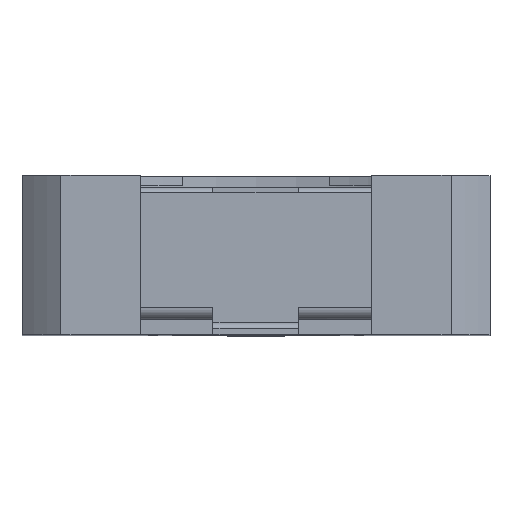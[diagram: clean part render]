
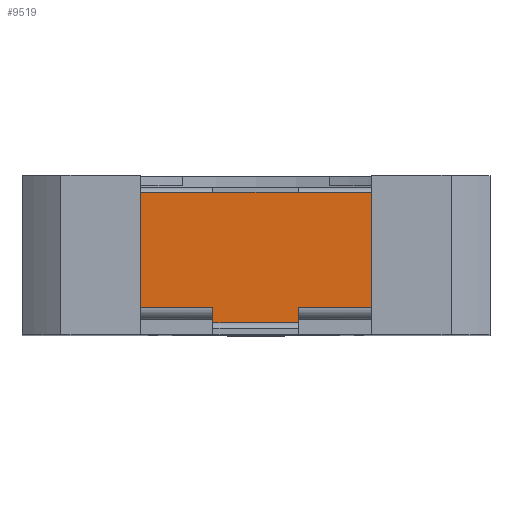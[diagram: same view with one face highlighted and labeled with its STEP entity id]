
A CAD part, top view. The second image highlights one B-rep face of the part: STEP entity #9519.
In plain terms, the highlighted face is planar.
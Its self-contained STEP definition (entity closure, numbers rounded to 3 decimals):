
#8125=DIRECTION('',(0.,0.,1.));
#8126=VECTOR('',#8125,0.4);
#8127=CARTESIAN_POINT('',(1.425,0.2,2.5));
#8128=LINE('',#8127,#8126);
#8132=DIRECTION('',(0.,0.,-1.));
#8133=VECTOR('',#8132,0.1);
#8134=CARTESIAN_POINT('',(1.425,0.2,3.));
#8135=LINE('',#8134,#8133);
#8139=DIRECTION('',(0.,0.,1.));
#8140=VECTOR('',#8139,0.1);
#8141=CARTESIAN_POINT('',(-1.435,0.2,2.9));
#8142=LINE('',#8141,#8140);
#8146=DIRECTION('',(0.,0.,1.));
#8147=VECTOR('',#8146,0.4);
#8148=CARTESIAN_POINT('',(-1.435,0.2,2.5));
#8149=LINE('',#8148,#8147);
#8153=DIRECTION('',(-0.002,0.,1.));
#8154=VECTOR('',#8153,3.85);
#8155=CARTESIAN_POINT('',(-5.5,0.2,-1.35));
#8156=LINE('',#8155,#8154);
#8160=DIRECTION('',(-1.,0.,0.));
#8161=VECTOR('',#8160,11.);
#8162=CARTESIAN_POINT('',(5.5,0.2,-1.35));
#8163=LINE('',#8162,#8161);
#8167=DIRECTION('',(0.,0.,-1.));
#8168=VECTOR('',#8167,3.85);
#8169=CARTESIAN_POINT('',(5.5,0.2,2.5));
#8170=LINE('',#8169,#8168);
#8174=DIRECTION('',(-1.,0.,0.));
#8175=VECTOR('',#8174,4.075);
#8176=CARTESIAN_POINT('',(5.5,0.2,2.5));
#8177=LINE('',#8176,#8175);
#8809=DIRECTION('',(-1.,0.,0.));
#8810=VECTOR('',#8809,4.074);
#8811=CARTESIAN_POINT('',(-1.435,0.2,2.5));
#8812=LINE('',#8811,#8810);
#9284=DIRECTION('',(1.,0.,0.));
#9285=VECTOR('',#9284,2.86);
#9286=CARTESIAN_POINT('',(-1.435,0.2,3.));
#9287=LINE('',#9286,#9285);
#9324=CARTESIAN_POINT('',(5.5,0.2,-1.35));
#9325=CARTESIAN_POINT('',(-5.5,0.2,-1.35));
#9326=VERTEX_POINT('',#9324);
#9327=VERTEX_POINT('',#9325);
#9329=CARTESIAN_POINT('',(-1.435,0.2,2.9));
#9331=VERTEX_POINT('',#9329);
#9354=CARTESIAN_POINT('',(1.425,0.2,3.));
#9355=VERTEX_POINT('',#9354);
#9356=CARTESIAN_POINT('',(-1.435,0.2,3.));
#9357=VERTEX_POINT('',#9356);
#9358=CARTESIAN_POINT('',(1.425,0.2,2.9));
#9359=VERTEX_POINT('',#9358);
#9362=CARTESIAN_POINT('',(-1.435,0.2,2.5));
#9363=VERTEX_POINT('',#9362);
#9364=CARTESIAN_POINT('',(-5.509,0.2,2.5));
#9365=VERTEX_POINT('',#9364);
#9382=CARTESIAN_POINT('',(1.425,0.2,2.5));
#9383=VERTEX_POINT('',#9382);
#9384=CARTESIAN_POINT('',(5.5,0.2,2.5));
#9385=VERTEX_POINT('',#9384);
#9492=CARTESIAN_POINT('',(0.,0.2,0.));
#9493=DIRECTION('',(0.,1.,0.));
#9494=DIRECTION('',(1.,0.,0.));
#9495=AXIS2_PLACEMENT_3D('',#9492,#9493,#9494);
#9496=PLANE('',#9495);
#9498=ORIENTED_EDGE('',*,*,#9497,.T.);
#9500=ORIENTED_EDGE('',*,*,#9499,.T.);
#9502=ORIENTED_EDGE('',*,*,#9501,.F.);
#9504=ORIENTED_EDGE('',*,*,#9503,.F.);
#9506=ORIENTED_EDGE('',*,*,#9505,.F.);
#9508=ORIENTED_EDGE('',*,*,#9507,.F.);
#9510=ORIENTED_EDGE('',*,*,#9509,.T.);
#9512=ORIENTED_EDGE('',*,*,#9511,.F.);
#9514=ORIENTED_EDGE('',*,*,#9513,.F.);
#9516=ORIENTED_EDGE('',*,*,#9515,.F.);
#9517=EDGE_LOOP('',(#9498,#9500,#9502,#9504,#9506,#9508,#9510,#9512,#9514,
#9516));
#9518=FACE_OUTER_BOUND('',#9517,.F.);
#9519=ADVANCED_FACE('',(#9518),#9496,.T.);
#9497=EDGE_CURVE('',#9385,#9383,#8177,.T.);
#9499=EDGE_CURVE('',#9383,#9359,#8128,.T.);
#9501=EDGE_CURVE('',#9355,#9359,#8135,.T.);
#9503=EDGE_CURVE('',#9357,#9355,#9287,.T.);
#9505=EDGE_CURVE('',#9331,#9357,#8142,.T.);
#9507=EDGE_CURVE('',#9363,#9331,#8149,.T.);
#9509=EDGE_CURVE('',#9363,#9365,#8812,.T.);
#9511=EDGE_CURVE('',#9327,#9365,#8156,.T.);
#9513=EDGE_CURVE('',#9326,#9327,#8163,.T.);
#9515=EDGE_CURVE('',#9385,#9326,#8170,.T.);
